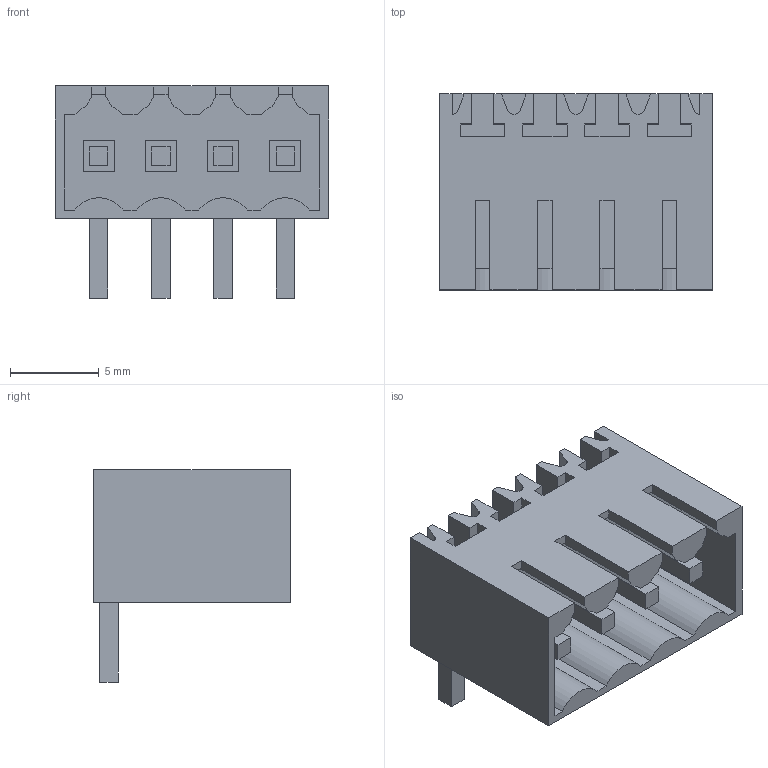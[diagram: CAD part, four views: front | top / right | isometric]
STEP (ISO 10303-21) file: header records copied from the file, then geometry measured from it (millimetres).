
FILE_DESCRIPTION(('CATIA V5 STEP Exchange','CAx-IF Rec.Pracs.--- Model Styling and Organization---1.2---2011-12-15'),'2;1');
FILE_NAME ('D1453520_0_1615430000_1615430000.stp','2018-03-06T11:28:34+00:00',('none'),('Weidmueller'),'CATIA Version 5-6 Release 2014','CATIA V5 STEP AP214','none');
FILE_SCHEMA(('AUTOMOTIVE_DESIGN { 1 0 10303 214 1 1 1 1 }'));
Length unit declared in the file: millimetre
Products named in the file (1): 1615430000
Bounding box: 15.4 x 11.05 x 11.95 mm (x, y, z)
Volume: 597.4 mm3; surface area: 1680.4 mm2
Topology: 5 solids, 5 shells, 238 faces, 715 edges, 487 vertices
Faces by surface type: plane 221, cylinder 17
Entity records: 7553 total; most frequent: ORIENTED_EDGE 1430, CARTESIAN_POINT 1362, DIRECTION 1033, EDGE_CURVE 715, VECTOR 675, LINE 675, VERTEX_POINT 487, EDGE_LOOP 246
